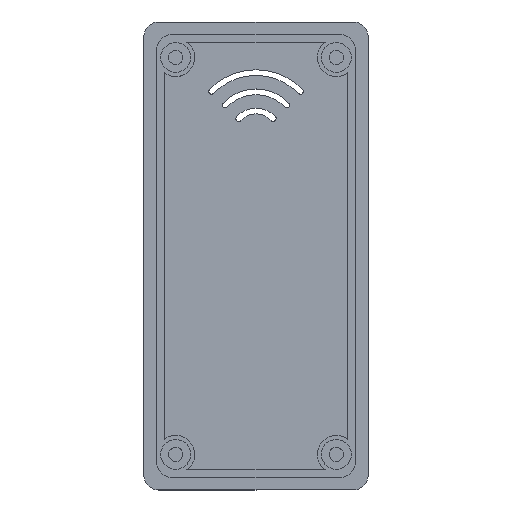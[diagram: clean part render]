
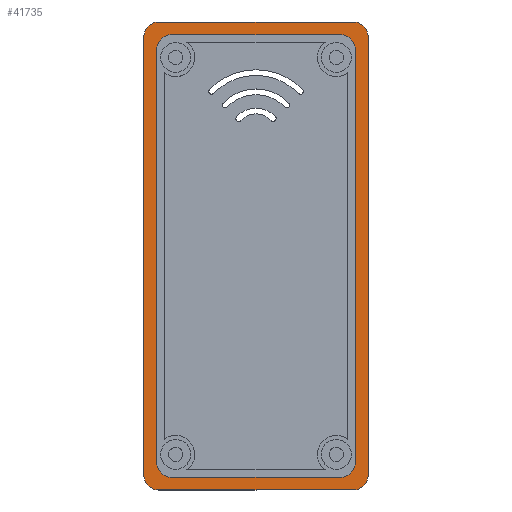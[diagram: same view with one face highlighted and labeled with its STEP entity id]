
A CAD part, top view. The second image highlights one B-rep face of the part: STEP entity #41735.
In plain terms, the highlighted planar face has unit normal (0, 0, 1).
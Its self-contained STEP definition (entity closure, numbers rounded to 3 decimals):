
#216 = LINE ( 'NONE', #29810, #30263 ) ;
#1391 = LINE ( 'NONE', #41388, #36667 ) ;
#1500 = CARTESIAN_POINT ( 'NONE',  ( -13., -31.45, -12.9 ) ) ;
#1630 = CARTESIAN_POINT ( 'NONE',  ( 13., -29.45, -12.9 ) ) ;
#2247 = CARTESIAN_POINT ( 'NONE',  ( -11.3, 27.45, -12.9 ) ) ;
#2283 = EDGE_LOOP ( 'NONE', ( #18932, #38319, #22489, #30051, #21007, #11500, #4324, #2375 ) ) ;
#2375 = ORIENTED_EDGE ( 'NONE', *, *, #36794, .F. ) ;
#2445 = CARTESIAN_POINT ( 'NONE',  ( -11.3, -27.75, -12.9 ) ) ;
#2572 = EDGE_CURVE ( 'NONE', #31665, #13307, #4629, .T. ) ;
#2596 = CIRCLE ( 'NONE', #40435, 2. ) ;
#2619 = DIRECTION ( 'NONE',  ( -1., 0., 0. ) ) ;
#3148 = CARTESIAN_POINT ( 'NONE',  ( 11.3, 27.45, -12.9 ) ) ;
#3267 = VECTOR ( 'NONE', #27537, 1000. ) ;
#4207 = CARTESIAN_POINT ( 'NONE',  ( -13., -29.45, -12.9 ) ) ;
#4288 = CARTESIAN_POINT ( 'NONE',  ( 11.3, -27.75, -12.9 ) ) ;
#4324 = ORIENTED_EDGE ( 'NONE', *, *, #7355, .F. ) ;
#4365 = VERTEX_POINT ( 'NONE', #41457 ) ;
#4602 = CIRCLE ( 'NONE', #37500, 2. ) ;
#4629 = LINE ( 'NONE', #39973, #34177 ) ;
#4676 = VERTEX_POINT ( 'NONE', #13284 ) ;
#5263 = VECTOR ( 'NONE', #41566, 1000. ) ;
#5430 = EDGE_CURVE ( 'NONE', #4365, #21615, #4602, .T. ) ;
#5899 = CIRCLE ( 'NONE', #35296, 2. ) ;
#7355 = EDGE_CURVE ( 'NONE', #24103, #8908, #32936, .T. ) ;
#7968 = LINE ( 'NONE', #33020, #3267 ) ;
#8030 = CARTESIAN_POINT ( 'NONE',  ( 13., 29.15, -12.9 ) ) ;
#8321 = CARTESIAN_POINT ( 'NONE',  ( 11.3, 29.45, -12.9 ) ) ;
#8351 = AXIS2_PLACEMENT_3D ( 'NONE', #16252, #12761, #29811 ) ;
#8908 = VERTEX_POINT ( 'NONE', #15834 ) ;
#8909 = EDGE_CURVE ( 'NONE', #4676, #21615, #21954, .T. ) ;
#9034 = DIRECTION ( 'NONE',  ( 0., 0., -1. ) ) ;
#9426 = EDGE_CURVE ( 'NONE', #15466, #31096, #12043, .T. ) ;
#9429 = CARTESIAN_POINT ( 'NONE',  ( -15., -29.45, -12.9 ) ) ;
#10050 = CARTESIAN_POINT ( 'NONE',  ( -15., -29.45, -12.9 ) ) ;
#10724 = CARTESIAN_POINT ( 'NONE',  ( -15., 29.15, -12.9 ) ) ;
#10847 = VERTEX_POINT ( 'NONE', #10724 ) ;
#11500 = ORIENTED_EDGE ( 'NONE', *, *, #21878, .F. ) ;
#12014 = CARTESIAN_POINT ( 'NONE',  ( -13.3, 29.45, -12.9 ) ) ;
#12043 = LINE ( 'NONE', #12014, #5263 ) ;
#12169 = VECTOR ( 'NONE', #32563, 1000. ) ;
#12283 = ORIENTED_EDGE ( 'NONE', *, *, #8909, .F. ) ;
#12761 = DIRECTION ( 'NONE',  ( 0., 0., -1. ) ) ;
#13284 = CARTESIAN_POINT ( 'NONE',  ( -11.3, -29.75, -12.9 ) ) ;
#13296 = EDGE_CURVE ( 'NONE', #4365, #17705, #1391, .T. ) ;
#13307 = VERTEX_POINT ( 'NONE', #1500 ) ;
#14397 = DIRECTION ( 'NONE',  ( 0., 0., -1. ) ) ;
#14449 = DIRECTION ( 'NONE',  ( 0., 1., 0. ) ) ;
#14677 = DIRECTION ( 'NONE',  ( -1., 0., 0. ) ) ;
#14704 = CIRCLE ( 'NONE', #36936, 2. ) ;
#14943 = FACE_OUTER_BOUND ( 'NONE', #2283, .T. ) ;
#15466 = VERTEX_POINT ( 'NONE', #21820 ) ;
#15511 = EDGE_CURVE ( 'NONE', #16890, #31665, #14704, .T. ) ;
#15834 = CARTESIAN_POINT ( 'NONE',  ( 15., 29.15, -12.9 ) ) ;
#16252 = CARTESIAN_POINT ( 'NONE',  ( -13., 29.15, -12.9 ) ) ;
#16890 = VERTEX_POINT ( 'NONE', #21683 ) ;
#16955 = CARTESIAN_POINT ( 'NONE',  ( -13.3, -27.75, -12.9 ) ) ;
#17705 = VERTEX_POINT ( 'NONE', #35142 ) ;
#18065 = FACE_BOUND ( 'NONE', #28046, .T. ) ;
#18412 = CIRCLE ( 'NONE', #28083, 2. ) ;
#18932 = ORIENTED_EDGE ( 'NONE', *, *, #24209, .F. ) ;
#18995 = DIRECTION ( 'NONE',  ( -1., 0., 0. ) ) ;
#19149 = CARTESIAN_POINT ( 'NONE',  ( -13.3, -29.75, -12.9 ) ) ;
#19271 = CARTESIAN_POINT ( 'NONE',  ( 13., 31.15, -12.9 ) ) ;
#19279 = DIRECTION ( 'NONE',  ( -1., 0., 0. ) ) ;
#19750 = CIRCLE ( 'NONE', #8351, 2. ) ;
#20142 = DIRECTION ( 'NONE',  ( -1., 0., 0. ) ) ;
#20749 = VERTEX_POINT ( 'NONE', #10050 ) ;
#20995 = LINE ( 'NONE', #21042, #21548 ) ;
#21007 = ORIENTED_EDGE ( 'NONE', *, *, #15511, .F. ) ;
#21042 = CARTESIAN_POINT ( 'NONE',  ( 15., 29.15, -12.9 ) ) ;
#21548 = VECTOR ( 'NONE', #30428, 1000. ) ;
#21615 = VERTEX_POINT ( 'NONE', #25155 ) ;
#21683 = CARTESIAN_POINT ( 'NONE',  ( 15., -29.45, -12.9 ) ) ;
#21688 = CARTESIAN_POINT ( 'NONE',  ( 13., -31.45, -12.9 ) ) ;
#21820 = CARTESIAN_POINT ( 'NONE',  ( -13.3, 27.45, -12.9 ) ) ;
#21878 = EDGE_CURVE ( 'NONE', #8908, #16890, #20995, .T. ) ;
#21954 = LINE ( 'NONE', #19149, #41643 ) ;
#22090 = ORIENTED_EDGE ( 'NONE', *, *, #36856, .T. ) ;
#22489 = ORIENTED_EDGE ( 'NONE', *, *, #36450, .F. ) ;
#22756 = DIRECTION ( 'NONE',  ( 0., 0., -1. ) ) ;
#22893 = DIRECTION ( 'NONE',  ( -1., 0., 0. ) ) ;
#22965 = VERTEX_POINT ( 'NONE', #26890 ) ;
#24103 = VERTEX_POINT ( 'NONE', #19271 ) ;
#24209 = EDGE_CURVE ( 'NONE', #10847, #36475, #19750, .T. ) ;
#24309 = ORIENTED_EDGE ( 'NONE', *, *, #5430, .T. ) ;
#25155 = CARTESIAN_POINT ( 'NONE',  ( 11.3, -29.75, -12.9 ) ) ;
#25401 = AXIS2_PLACEMENT_3D ( 'NONE', #39137, #32003, #19279 ) ;
#25622 = AXIS2_PLACEMENT_3D ( 'NONE', #8030, #34500, #37870 ) ;
#26890 = CARTESIAN_POINT ( 'NONE',  ( -11.3, 29.45, -12.9 ) ) ;
#27496 = DIRECTION ( 'NONE',  ( 0., 0., -1. ) ) ;
#27537 = DIRECTION ( 'NONE',  ( -1., 0., 0. ) ) ;
#28046 = EDGE_LOOP ( 'NONE', ( #32301, #24309, #12283, #37035, #32665, #29651, #37374, #22090 ) ) ;
#28083 = AXIS2_PLACEMENT_3D ( 'NONE', #4207, #14397, #14677 ) ;
#28621 = DIRECTION ( 'NONE',  ( 0., 0., -1. ) ) ;
#29244 = PLANE ( 'NONE',  #25401 ) ;
#29651 = ORIENTED_EDGE ( 'NONE', *, *, #37156, .T. ) ;
#29810 = CARTESIAN_POINT ( 'NONE',  ( -13., 31.15, -12.9 ) ) ;
#29811 = DIRECTION ( 'NONE',  ( -1., 0., 0. ) ) ;
#29918 = EDGE_CURVE ( 'NONE', #34746, #22965, #7968, .T. ) ;
#30051 = ORIENTED_EDGE ( 'NONE', *, *, #2572, .F. ) ;
#30263 = VECTOR ( 'NONE', #39550, 1000. ) ;
#30428 = DIRECTION ( 'NONE',  ( 0., -1., 0. ) ) ;
#31096 = VERTEX_POINT ( 'NONE', #16955 ) ;
#31665 = VERTEX_POINT ( 'NONE', #21688 ) ;
#32003 = DIRECTION ( 'NONE',  ( 0., 0., -1. ) ) ;
#32301 = ORIENTED_EDGE ( 'NONE', *, *, #13296, .F. ) ;
#32539 = EDGE_CURVE ( 'NONE', #4676, #31096, #2596, .T. ) ;
#32563 = DIRECTION ( 'NONE',  ( 0., 1., 0. ) ) ;
#32665 = ORIENTED_EDGE ( 'NONE', *, *, #9426, .F. ) ;
#32936 = CIRCLE ( 'NONE', #25622, 2. ) ;
#33020 = CARTESIAN_POINT ( 'NONE',  ( 13.3, 29.45, -12.9 ) ) ;
#34177 = VECTOR ( 'NONE', #20142, 1000. ) ;
#34266 = DIRECTION ( 'NONE',  ( -1., 0., 0. ) ) ;
#34500 = DIRECTION ( 'NONE',  ( 0., 0., -1. ) ) ;
#34746 = VERTEX_POINT ( 'NONE', #8321 ) ;
#35142 = CARTESIAN_POINT ( 'NONE',  ( 13.3, 27.45, -12.9 ) ) ;
#35296 = AXIS2_PLACEMENT_3D ( 'NONE', #3148, #42743, #22893 ) ;
#36450 = EDGE_CURVE ( 'NONE', #13307, #20749, #18412, .T. ) ;
#36475 = VERTEX_POINT ( 'NONE', #37410 ) ;
#36645 = EDGE_CURVE ( 'NONE', #20749, #10847, #37551, .T. ) ;
#36667 = VECTOR ( 'NONE', #14449, 1000. ) ;
#36794 = EDGE_CURVE ( 'NONE', #36475, #24103, #216, .T. ) ;
#36856 = EDGE_CURVE ( 'NONE', #34746, #17705, #5899, .T. ) ;
#36936 = AXIS2_PLACEMENT_3D ( 'NONE', #1630, #9034, #2619 ) ;
#37035 = ORIENTED_EDGE ( 'NONE', *, *, #32539, .T. ) ;
#37156 = EDGE_CURVE ( 'NONE', #15466, #22965, #41176, .T. ) ;
#37374 = ORIENTED_EDGE ( 'NONE', *, *, #29918, .F. ) ;
#37410 = CARTESIAN_POINT ( 'NONE',  ( -13., 31.15, -12.9 ) ) ;
#37500 = AXIS2_PLACEMENT_3D ( 'NONE', #4288, #27496, #34266 ) ;
#37551 = LINE ( 'NONE', #9429, #12169 ) ;
#37870 = DIRECTION ( 'NONE',  ( -1., 0., 0. ) ) ;
#38319 = ORIENTED_EDGE ( 'NONE', *, *, #36645, .F. ) ;
#39137 = CARTESIAN_POINT ( 'NONE',  ( -13., 29.15, -12.9 ) ) ;
#39550 = DIRECTION ( 'NONE',  ( 1., 0., 0. ) ) ;
#39756 = AXIS2_PLACEMENT_3D ( 'NONE', #2247, #28621, #41979 ) ;
#39973 = CARTESIAN_POINT ( 'NONE',  ( 13., -31.45, -12.9 ) ) ;
#40435 = AXIS2_PLACEMENT_3D ( 'NONE', #2445, #22756, #18995 ) ;
#41176 = CIRCLE ( 'NONE', #39756, 2. ) ;
#41388 = CARTESIAN_POINT ( 'NONE',  ( 13.3, -29.75, -12.9 ) ) ;
#41457 = CARTESIAN_POINT ( 'NONE',  ( 13.3, -27.75, -12.9 ) ) ;
#41566 = DIRECTION ( 'NONE',  ( 0., -1., 0. ) ) ;
#41643 = VECTOR ( 'NONE', #42322, 1000. ) ;
#41735 = ADVANCED_FACE ( 'NONE', ( #14943, #18065 ), #29244, .F. ) ;
#41979 = DIRECTION ( 'NONE',  ( -1., 0., 0. ) ) ;
#42322 = DIRECTION ( 'NONE',  ( 1., 0., 0. ) ) ;
#42743 = DIRECTION ( 'NONE',  ( 0., 0., -1. ) ) ;
